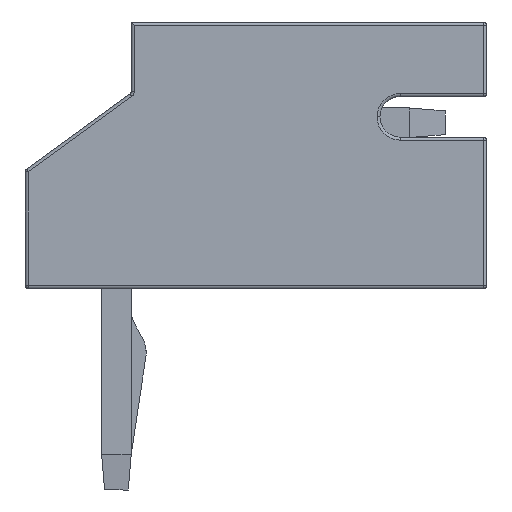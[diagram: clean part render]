
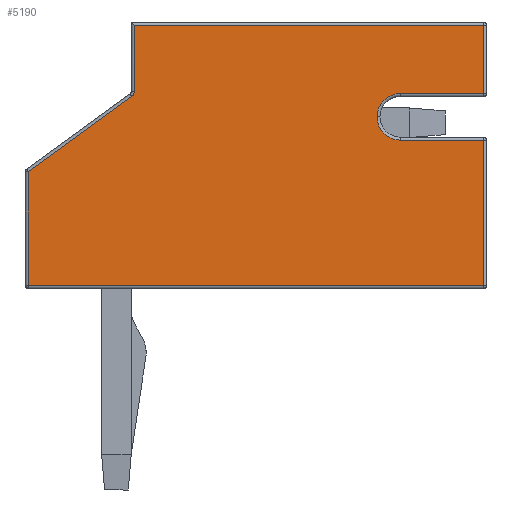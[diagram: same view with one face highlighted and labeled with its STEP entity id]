
A CAD part, left-side view. The second image highlights one B-rep face of the part: STEP entity #5190.
In plain terms, the highlighted planar face has unit normal (-1, 0, 0).
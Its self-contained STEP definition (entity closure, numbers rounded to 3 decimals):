
#424 = DIRECTION ( 'NONE',  ( 0., 1., 0. ) ) ;
#908 = DIRECTION ( 'NONE',  ( 0., 1., 0. ) ) ;
#1048 = AXIS2_PLACEMENT_3D ( 'NONE', #6020, #10343, #16666 ) ;
#1274 = ORIENTED_EDGE ( 'NONE', *, *, #8950, .T. ) ;
#1323 = DIRECTION ( 'NONE',  ( 0., 0., 1. ) ) ;
#1335 = VERTEX_POINT ( 'NONE', #1600 ) ;
#1364 = CARTESIAN_POINT ( 'NONE',  ( -6.95, -1.15, 2.9 ) ) ;
#1543 = AXIS2_PLACEMENT_3D ( 'NONE', #6380, #9454, #5152 ) ;
#1548 = CARTESIAN_POINT ( 'NONE',  ( -6.95, 4.736, 1.975 ) ) ;
#1582 = CARTESIAN_POINT ( 'NONE',  ( -6.95, 4.757, 1.96 ) ) ;
#1600 = CARTESIAN_POINT ( 'NONE',  ( -6.95, 2.95, 4.45 ) ) ;
#1846 = CARTESIAN_POINT ( 'NONE',  ( -6.95, -2.95, 0.05 ) ) ;
#2099 = CARTESIAN_POINT ( 'NONE',  ( -6.95, -2.95, 4.5 ) ) ;
#2109 = VERTEX_POINT ( 'NONE', #16006 ) ;
#2141 = VERTEX_POINT ( 'NONE', #7477 ) ;
#2182 = ORIENTED_EDGE ( 'NONE', *, *, #3552, .T. ) ;
#2501 = CARTESIAN_POINT ( 'NONE',  ( -6.95, 3., 3.292 ) ) ;
#2761 = CARTESIAN_POINT ( 'NONE',  ( -6.95, -2.95, 4.5 ) ) ;
#3015 = LINE ( 'NONE', #1582, #10846 ) ;
#3272 = CARTESIAN_POINT ( 'NONE',  ( -6.95, 3., 0.05 ) ) ;
#3434 = EDGE_CURVE ( 'NONE', #2141, #5429, #3015, .T. ) ;
#3552 = EDGE_CURVE ( 'NONE', #13812, #1335, #11015, .T. ) ;
#3890 = DIRECTION ( 'NONE',  ( -1., 0., 0. ) ) ;
#3996 = CIRCLE ( 'NONE', #5856, 0.1 ) ;
#4609 = ORIENTED_EDGE ( 'NONE', *, *, #13898, .T. ) ;
#4859 = CARTESIAN_POINT ( 'NONE',  ( -6.95, 2.95, 4.5 ) ) ;
#4896 = VECTOR ( 'NONE', #12788, 1000. ) ;
#4897 = ORIENTED_EDGE ( 'NONE', *, *, #4916, .F. ) ;
#4916 = EDGE_CURVE ( 'NONE', #2141, #12678, #3996, .T. ) ;
#4936 = VERTEX_POINT ( 'NONE', #7058 ) ;
#5152 = DIRECTION ( 'NONE',  ( 0., 1., 0. ) ) ;
#5190 = ADVANCED_FACE ( 'NONE', ( #10906 ), #16837, .F. ) ;
#5299 = LINE ( 'NONE', #2099, #4896 ) ;
#5319 = LINE ( 'NONE', #2501, #6403 ) ;
#5429 = VERTEX_POINT ( 'NONE', #1548 ) ;
#5529 = EDGE_CURVE ( 'NONE', #5580, #15163, #18006, .T. ) ;
#5580 = VERTEX_POINT ( 'NONE', #12422 ) ;
#5856 = AXIS2_PLACEMENT_3D ( 'NONE', #11120, #3890, #908 ) ;
#6020 = CARTESIAN_POINT ( 'NONE',  ( -6.95, -1.543, 2.9 ) ) ;
#6239 = DIRECTION ( 'NONE',  ( 0., 1., 0. ) ) ;
#6380 = CARTESIAN_POINT ( 'NONE',  ( -6.95, 3., 4.5 ) ) ;
#6394 = VERTEX_POINT ( 'NONE', #1364 ) ;
#6403 = VECTOR ( 'NONE', #11177, 1000. ) ;
#6559 = LINE ( 'NONE', #4859, #16462 ) ;
#6676 = EDGE_CURVE ( 'NONE', #5429, #5580, #8474, .T. ) ;
#7058 = CARTESIAN_POINT ( 'NONE',  ( -6.95, -2.95, 2.507 ) ) ;
#7085 = AXIS2_PLACEMENT_3D ( 'NONE', #15274, #18118, #10897 ) ;
#7133 = CIRCLE ( 'NONE', #7085, 0.393 ) ;
#7477 = CARTESIAN_POINT ( 'NONE',  ( -6.95, 2.991, 3.245 ) ) ;
#7969 = CARTESIAN_POINT ( 'NONE',  ( -6.95, 3., 2.507 ) ) ;
#8014 = CARTESIAN_POINT ( 'NONE',  ( -6.95, -1.543, 2.507 ) ) ;
#8098 = CARTESIAN_POINT ( 'NONE',  ( -6.95, -2.95, 4.45 ) ) ;
#8474 = LINE ( 'NONE', #18482, #16642 ) ;
#8491 = ORIENTED_EDGE ( 'NONE', *, *, #9529, .T. ) ;
#8901 = ORIENTED_EDGE ( 'NONE', *, *, #14855, .T. ) ;
#8950 = EDGE_CURVE ( 'NONE', #1335, #12678, #6559, .T. ) ;
#9032 = ORIENTED_EDGE ( 'NONE', *, *, #5529, .T. ) ;
#9077 = VERTEX_POINT ( 'NONE', #8014 ) ;
#9078 = DIRECTION ( 'NONE',  ( 0., 0.809, -0.588 ) ) ;
#9340 = CIRCLE ( 'NONE', #1048, 0.393 ) ;
#9454 = DIRECTION ( 'NONE',  ( 1., 0., 0. ) ) ;
#9470 = VECTOR ( 'NONE', #10884, 1000. ) ;
#9529 = EDGE_CURVE ( 'NONE', #6394, #2109, #9340, .T. ) ;
#9740 = CARTESIAN_POINT ( 'NONE',  ( -6.95, 2.95, 3.325 ) ) ;
#10313 = CARTESIAN_POINT ( 'NONE',  ( -6.95, -2.95, 3.292 ) ) ;
#10343 = DIRECTION ( 'NONE',  ( 1., 0., 0. ) ) ;
#10567 = ORIENTED_EDGE ( 'NONE', *, *, #19068, .T. ) ;
#10846 = VECTOR ( 'NONE', #9078, 1000. ) ;
#10884 = DIRECTION ( 'NONE',  ( 0., -1., 0. ) ) ;
#10897 = DIRECTION ( 'NONE',  ( 0., 1., 0. ) ) ;
#10906 = FACE_OUTER_BOUND ( 'NONE', #16860, .T. ) ;
#10969 = ORIENTED_EDGE ( 'NONE', *, *, #15123, .T. ) ;
#11015 = LINE ( 'NONE', #12278, #14862 ) ;
#11120 = CARTESIAN_POINT ( 'NONE',  ( -6.95, 3.05, 3.325 ) ) ;
#11171 = EDGE_CURVE ( 'NONE', #4936, #9077, #16793, .T. ) ;
#11177 = DIRECTION ( 'NONE',  ( 0., -1., 0. ) ) ;
#12003 = VERTEX_POINT ( 'NONE', #10313 ) ;
#12278 = CARTESIAN_POINT ( 'NONE',  ( -6.95, 3., 4.45 ) ) ;
#12422 = CARTESIAN_POINT ( 'NONE',  ( -6.95, 4.736, 0.05 ) ) ;
#12439 = DIRECTION ( 'NONE',  ( 0., 0., -1. ) ) ;
#12678 = VERTEX_POINT ( 'NONE', #9740 ) ;
#12788 = DIRECTION ( 'NONE',  ( 0., 0., 1. ) ) ;
#13274 = VECTOR ( 'NONE', #1323, 1000. ) ;
#13812 = VERTEX_POINT ( 'NONE', #8098 ) ;
#13873 = ORIENTED_EDGE ( 'NONE', *, *, #3434, .T. ) ;
#13898 = EDGE_CURVE ( 'NONE', #2109, #12003, #5319, .T. ) ;
#14855 = EDGE_CURVE ( 'NONE', #15163, #4936, #16105, .T. ) ;
#14862 = VECTOR ( 'NONE', #424, 1000. ) ;
#15123 = EDGE_CURVE ( 'NONE', #9077, #6394, #7133, .T. ) ;
#15163 = VERTEX_POINT ( 'NONE', #1846 ) ;
#15274 = CARTESIAN_POINT ( 'NONE',  ( -6.95, -1.543, 2.9 ) ) ;
#15641 = DIRECTION ( 'NONE',  ( 0., 0., -1. ) ) ;
#16006 = CARTESIAN_POINT ( 'NONE',  ( -6.95, -1.543, 3.292 ) ) ;
#16105 = LINE ( 'NONE', #2761, #13274 ) ;
#16462 = VECTOR ( 'NONE', #12439, 1000. ) ;
#16642 = VECTOR ( 'NONE', #15641, 1000. ) ;
#16666 = DIRECTION ( 'NONE',  ( 0., 1., 0. ) ) ;
#16793 = LINE ( 'NONE', #7969, #17870 ) ;
#16837 = PLANE ( 'NONE',  #1543 ) ;
#16860 = EDGE_LOOP ( 'NONE', ( #4897, #13873, #18463, #9032, #8901, #17950, #10969, #8491, #4609, #10567, #2182, #1274 ) ) ;
#17870 = VECTOR ( 'NONE', #6239, 1000. ) ;
#17950 = ORIENTED_EDGE ( 'NONE', *, *, #11171, .T. ) ;
#18006 = LINE ( 'NONE', #3272, #9470 ) ;
#18118 = DIRECTION ( 'NONE',  ( 1., 0., 0. ) ) ;
#18463 = ORIENTED_EDGE ( 'NONE', *, *, #6676, .T. ) ;
#18482 = CARTESIAN_POINT ( 'NONE',  ( -6.95, 4.736, 4.5 ) ) ;
#19068 = EDGE_CURVE ( 'NONE', #12003, #13812, #5299, .T. ) ;
